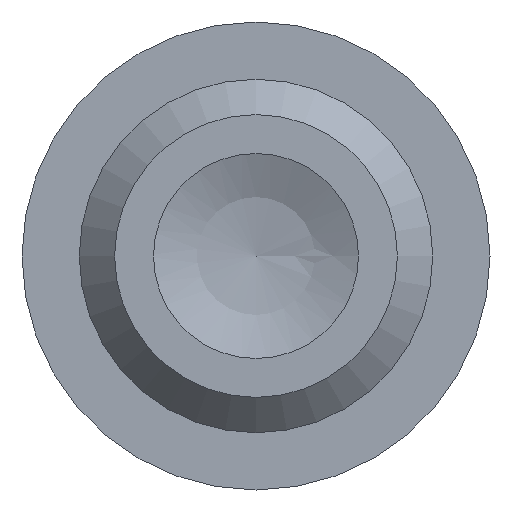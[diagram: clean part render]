
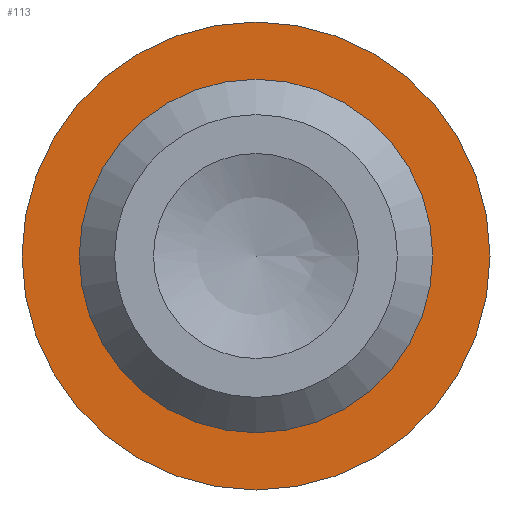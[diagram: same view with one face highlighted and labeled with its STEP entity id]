
A CAD part, front view. The second image highlights one B-rep face of the part: STEP entity #113.
In plain terms, the highlighted planar face has unit normal (0, -1, 0).
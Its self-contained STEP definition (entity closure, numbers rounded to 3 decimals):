
#21=PLANE('',#138);
#31=ORIENTED_EDGE('',*,*,#48,.F.);
#32=ORIENTED_EDGE('',*,*,#47,.T.);
#47=EDGE_CURVE('',#56,#56,#65,.T.);
#48=EDGE_CURVE('',#57,#57,#66,.T.);
#56=VERTEX_POINT('',#199);
#57=VERTEX_POINT('',#202);
#65=CIRCLE('',#137,3.31);
#66=CIRCLE('',#139,2.5);
#76=EDGE_LOOP('',(#31));
#77=EDGE_LOOP('',(#32));
#94=FACE_BOUND('',#76,.T.);
#95=FACE_BOUND('',#77,.T.);
#113=ADVANCED_FACE('',(#94,#95),#21,.F.);
#137=AXIS2_PLACEMENT_3D('',#198,#161,#162);
#138=AXIS2_PLACEMENT_3D('',#200,#163,#164);
#139=AXIS2_PLACEMENT_3D('',#201,#165,#166);
#161=DIRECTION('',(0.,-1.,0.));
#162=DIRECTION('',(0.,0.,-1.));
#163=DIRECTION('',(0.,1.,0.));
#164=DIRECTION('',(0.,0.,1.));
#165=DIRECTION('',(0.,-1.,0.));
#166=DIRECTION('',(0.,0.,-1.));
#198=CARTESIAN_POINT('',(0.,4.88,0.));
#199=CARTESIAN_POINT('',(0.,4.88,-3.31));
#200=CARTESIAN_POINT('',(3.31,4.88,0.));
#201=CARTESIAN_POINT('',(0.,4.88,0.));
#202=CARTESIAN_POINT('',(0.,4.88,-2.5));
